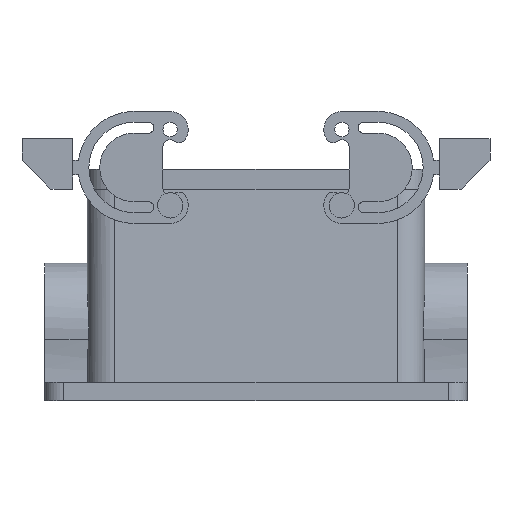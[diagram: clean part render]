
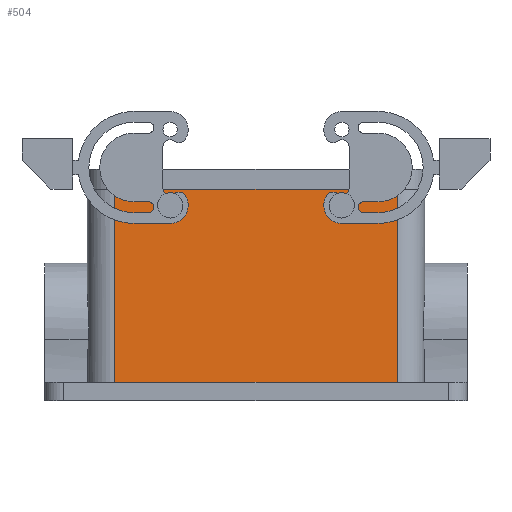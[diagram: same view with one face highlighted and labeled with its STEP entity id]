
A CAD part, left-side view. The second image highlights one B-rep face of the part: STEP entity #504.
In plain terms, the highlighted planar face has unit normal (-0.999, 0, 0.044).
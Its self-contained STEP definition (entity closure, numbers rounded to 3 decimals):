
#396=AXIS2_PLACEMENT_3D('Plane Axis2P3D',#393,#394,#395) ;
#393=CARTESIAN_POINT('Axis2P3D Location',(7.,64.75,58.5)) ;
#398=CARTESIAN_POINT('Line Origine',(5.767,25.6,30.25)) ;
#402=CARTESIAN_POINT('Vertex',(7.,25.6,58.5)) ;
#404=CARTESIAN_POINT('Vertex',(4.664,25.6,5.)) ;
#407=CARTESIAN_POINT('Line Origine',(7.,64.75,58.5)) ;
#411=CARTESIAN_POINT('Vertex',(7.,103.9,58.5)) ;
#414=CARTESIAN_POINT('Line Origine',(5.767,103.9,30.25)) ;
#418=CARTESIAN_POINT('Vertex',(4.664,103.9,5.)) ;
#421=CARTESIAN_POINT('Line Origine',(4.664,64.75,5.)) ;
#433=CARTESIAN_POINT('Control Point',(6.845,39.245,54.959)) ;
#434=CARTESIAN_POINT('Control Point',(6.865,39.49,55.408)) ;
#435=CARTESIAN_POINT('Control Point',(6.881,39.879,55.778)) ;
#436=CARTESIAN_POINT('Control Point',(6.891,40.379,56.009)) ;
#437=CARTESIAN_POINT('Control Point',(6.895,41.182,56.09)) ;
#438=CARTESIAN_POINT('Control Point',(6.883,41.908,55.81)) ;
#439=CARTESIAN_POINT('Control Point',(6.877,42.134,55.678)) ;
#440=CARTESIAN_POINT('Control Point',(6.856,42.715,55.197)) ;
#441=CARTESIAN_POINT('Control Point',(6.825,43.035,54.487)) ;
#442=CARTESIAN_POINT('Control Point',(6.802,43.092,53.969)) ;
#443=CARTESIAN_POINT('Control Point',(6.78,42.989,53.47)) ;
#444=CARTESIAN_POINT('Control Point',(6.762,42.755,53.041)) ;
#445=CARTESIAN_POINT('Vertex',(6.845,39.245,54.959)) ;
#447=CARTESIAN_POINT('Vertex',(6.762,42.755,53.041)) ;
#451=CARTESIAN_POINT('Control Point',(6.762,42.755,53.041)) ;
#452=CARTESIAN_POINT('Control Point',(6.742,42.51,52.592)) ;
#453=CARTESIAN_POINT('Control Point',(6.726,42.121,52.222)) ;
#454=CARTESIAN_POINT('Control Point',(6.716,41.621,51.991)) ;
#455=CARTESIAN_POINT('Control Point',(6.712,40.818,51.91)) ;
#456=CARTESIAN_POINT('Control Point',(6.725,40.092,52.19)) ;
#457=CARTESIAN_POINT('Control Point',(6.73,39.866,52.322)) ;
#458=CARTESIAN_POINT('Control Point',(6.751,39.285,52.803)) ;
#459=CARTESIAN_POINT('Control Point',(6.782,38.965,53.513)) ;
#460=CARTESIAN_POINT('Control Point',(6.805,38.908,54.031)) ;
#461=CARTESIAN_POINT('Control Point',(6.827,39.011,54.53)) ;
#462=CARTESIAN_POINT('Control Point',(6.845,39.245,54.959)) ;
#469=CARTESIAN_POINT('Control Point',(6.762,86.745,53.041)) ;
#470=CARTESIAN_POINT('Control Point',(6.742,86.99,52.592)) ;
#471=CARTESIAN_POINT('Control Point',(6.726,87.379,52.222)) ;
#472=CARTESIAN_POINT('Control Point',(6.716,87.879,51.991)) ;
#473=CARTESIAN_POINT('Control Point',(6.712,88.682,51.91)) ;
#474=CARTESIAN_POINT('Control Point',(6.725,89.408,52.19)) ;
#475=CARTESIAN_POINT('Control Point',(6.73,89.634,52.322)) ;
#476=CARTESIAN_POINT('Control Point',(6.751,90.215,52.803)) ;
#477=CARTESIAN_POINT('Control Point',(6.782,90.535,53.513)) ;
#478=CARTESIAN_POINT('Control Point',(6.805,90.592,54.031)) ;
#479=CARTESIAN_POINT('Control Point',(6.827,90.489,54.53)) ;
#480=CARTESIAN_POINT('Control Point',(6.845,90.255,54.959)) ;
#481=CARTESIAN_POINT('Vertex',(6.762,86.745,53.041)) ;
#483=CARTESIAN_POINT('Vertex',(6.845,90.255,54.959)) ;
#487=CARTESIAN_POINT('Control Point',(6.845,90.255,54.959)) ;
#488=CARTESIAN_POINT('Control Point',(6.865,90.01,55.408)) ;
#489=CARTESIAN_POINT('Control Point',(6.881,89.621,55.778)) ;
#490=CARTESIAN_POINT('Control Point',(6.891,89.121,56.009)) ;
#491=CARTESIAN_POINT('Control Point',(6.895,88.318,56.09)) ;
#492=CARTESIAN_POINT('Control Point',(6.883,87.592,55.81)) ;
#493=CARTESIAN_POINT('Control Point',(6.877,87.366,55.678)) ;
#494=CARTESIAN_POINT('Control Point',(6.856,86.785,55.197)) ;
#495=CARTESIAN_POINT('Control Point',(6.825,86.465,54.487)) ;
#496=CARTESIAN_POINT('Control Point',(6.802,86.408,53.969)) ;
#497=CARTESIAN_POINT('Control Point',(6.78,86.511,53.47)) ;
#498=CARTESIAN_POINT('Control Point',(6.762,86.745,53.041)) ;
#394=DIRECTION('Axis2P3D Direction',(-0.999,0.,0.044)) ;
#395=DIRECTION('Axis2P3D XDirection',(0.,1.,0.)) ;
#399=DIRECTION('Vector Direction',(-0.044,0.,-0.999)) ;
#408=DIRECTION('Vector Direction',(0.,1.,0.)) ;
#415=DIRECTION('Vector Direction',(-0.044,0.,-0.999)) ;
#422=DIRECTION('Vector Direction',(0.,1.,0.)) ;
#400=VECTOR('Line Direction',#399,1.) ;
#409=VECTOR('Line Direction',#408,1.) ;
#416=VECTOR('Line Direction',#415,1.) ;
#423=VECTOR('Line Direction',#422,1.) ;
#427=ORIENTED_EDGE('',*,*,#406,.F.) ;
#428=ORIENTED_EDGE('',*,*,#413,.T.) ;
#429=ORIENTED_EDGE('',*,*,#420,.F.) ;
#430=ORIENTED_EDGE('',*,*,#425,.F.) ;
#465=ORIENTED_EDGE('',*,*,#449,.F.) ;
#466=ORIENTED_EDGE('',*,*,#463,.F.) ;
#501=ORIENTED_EDGE('',*,*,#485,.T.) ;
#502=ORIENTED_EDGE('',*,*,#499,.T.) ;
#467=FACE_BOUND('',#464,.T.) ;
#503=FACE_BOUND('',#500,.T.) ;
#504=ADVANCED_FACE('Housing',(#431,#467,#503),#397,.T.) ;
#432=B_SPLINE_CURVE_WITH_KNOTS('',5,(#433,#434,#435,#436,#437,#438,#439,#440,#441,#442,#443,#444),.UNSPECIFIED.,.F.,.U.,(6,3,3,6),(0.,3.62,5.436,8.89),.UNSPECIFIED.) ;
#450=B_SPLINE_CURVE_WITH_KNOTS('',5,(#451,#452,#453,#454,#455,#456,#457,#458,#459,#460,#461,#462),.UNSPECIFIED.,.F.,.U.,(6,3,3,6),(0.,3.62,5.436,8.89),.UNSPECIFIED.) ;
#468=B_SPLINE_CURVE_WITH_KNOTS('',5,(#469,#470,#471,#472,#473,#474,#475,#476,#477,#478,#479,#480),.UNSPECIFIED.,.F.,.U.,(6,3,3,6),(0.,3.62,5.436,8.89),.UNSPECIFIED.) ;
#486=B_SPLINE_CURVE_WITH_KNOTS('',5,(#487,#488,#489,#490,#491,#492,#493,#494,#495,#496,#497,#498),.UNSPECIFIED.,.F.,.U.,(6,3,3,6),(0.,3.62,5.436,8.89),.UNSPECIFIED.) ;
#406=EDGE_CURVE('',#403,#405,#401,.T.) ;
#413=EDGE_CURVE('',#403,#412,#410,.T.) ;
#420=EDGE_CURVE('',#419,#412,#417,.F.) ;
#425=EDGE_CURVE('',#405,#419,#424,.T.) ;
#449=EDGE_CURVE('',#446,#448,#432,.T.) ;
#463=EDGE_CURVE('',#448,#446,#450,.T.) ;
#485=EDGE_CURVE('',#482,#484,#468,.T.) ;
#499=EDGE_CURVE('',#484,#482,#486,.T.) ;
#426=EDGE_LOOP('',(#427,#428,#429,#430)) ;
#464=EDGE_LOOP('',(#465,#466)) ;
#500=EDGE_LOOP('',(#501,#502)) ;
#431=FACE_OUTER_BOUND('',#426,.T.) ;
#401=LINE('Line',#398,#400) ;
#410=LINE('Line',#407,#409) ;
#417=LINE('Line',#414,#416) ;
#424=LINE('Line',#421,#423) ;
#397=PLANE('',#396) ;
#403=VERTEX_POINT('',#402) ;
#405=VERTEX_POINT('',#404) ;
#412=VERTEX_POINT('',#411) ;
#419=VERTEX_POINT('',#418) ;
#446=VERTEX_POINT('',#445) ;
#448=VERTEX_POINT('',#447) ;
#482=VERTEX_POINT('',#481) ;
#484=VERTEX_POINT('',#483) ;
